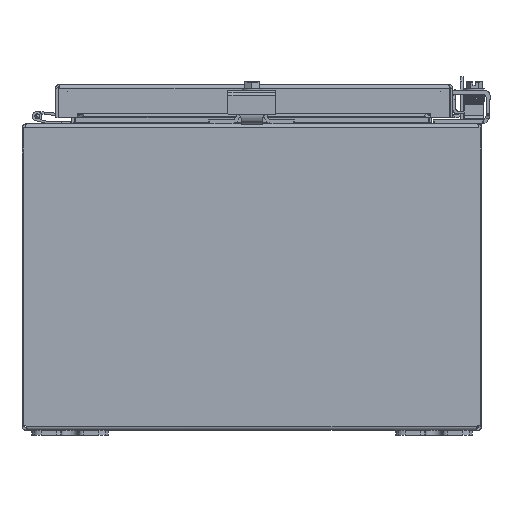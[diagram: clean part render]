
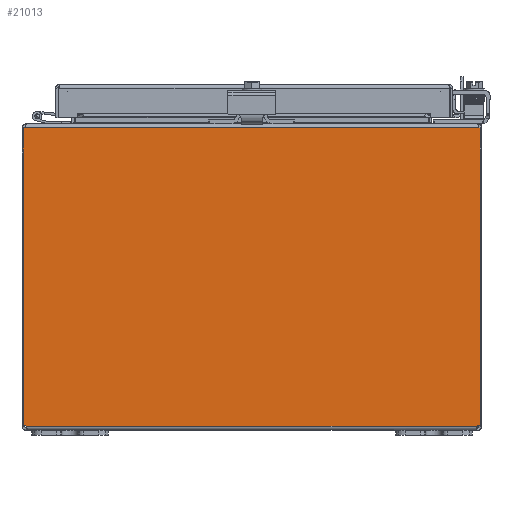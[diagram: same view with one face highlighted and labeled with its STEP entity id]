
A CAD part, front view. The second image highlights one B-rep face of the part: STEP entity #21013.
In plain terms, the highlighted planar face has unit normal (0, -1, 0).
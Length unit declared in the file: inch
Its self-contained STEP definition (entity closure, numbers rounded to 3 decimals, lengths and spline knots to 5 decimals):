
#563 = PLANE ( 'NONE',  #5838 ) ;
#689 = DIRECTION ( 'NONE',  ( 1., 0., 0. ) ) ;
#1338 = VECTOR ( 'NONE', #24454, 39.37008 ) ;
#1779 = DIRECTION ( 'NONE',  ( -1., 0., 0. ) ) ;
#2100 = EDGE_CURVE ( 'NONE', #6439, #2594, #13403, .T. ) ;
#2594 = VERTEX_POINT ( 'NONE', #27048 ) ;
#2960 = CARTESIAN_POINT ( 'NONE',  ( -5.963, -8., 7.89475 ) ) ;
#3293 = LINE ( 'NONE', #12067, #23651 ) ;
#4151 = ORIENTED_EDGE ( 'NONE', *, *, #17280, .T. ) ;
#4487 = VERTEX_POINT ( 'NONE', #11452 ) ;
#5349 = LINE ( 'NONE', #29285, #19212 ) ;
#5838 = AXIS2_PLACEMENT_3D ( 'NONE', #33873, #17347, #689 ) ;
#5880 = VERTEX_POINT ( 'NONE', #29544 ) ;
#6439 = VERTEX_POINT ( 'NONE', #25975 ) ;
#7578 = EDGE_LOOP ( 'NONE', ( #26954, #18725, #26594, #30057, #9214, #4151, #7581, #24083 ) ) ;
#7581 = ORIENTED_EDGE ( 'NONE', *, *, #28466, .T. ) ;
#8204 = EDGE_CURVE ( 'NONE', #27200, #4487, #3293, .T. ) ;
#8837 = CARTESIAN_POINT ( 'NONE',  ( 5.963, -8., 7.89475 ) ) ;
#9214 = ORIENTED_EDGE ( 'NONE', *, *, #2100, .T. ) ;
#9479 = VECTOR ( 'NONE', #10844, 39.37008 ) ;
#9555 = CARTESIAN_POINT ( 'NONE',  ( -5.963, -8., 0.10525 ) ) ;
#10226 = DIRECTION ( 'NONE',  ( 1., 0., 0. ) ) ;
#10259 = DIRECTION ( 'NONE',  ( 0., 1., 0. ) ) ;
#10304 = CARTESIAN_POINT ( 'NONE',  ( -5.93789, -8., 0.06211 ) ) ;
#10383 = CARTESIAN_POINT ( 'NONE',  ( 2.9815, -8., 7.89475 ) ) ;
#10829 = VECTOR ( 'NONE', #28086, 39.37008 ) ;
#10844 = DIRECTION ( 'NONE',  ( 0., 0., 1. ) ) ;
#11452 = CARTESIAN_POINT ( 'NONE',  ( -5.91495, -8., 7.89475 ) ) ;
#11490 = VERTEX_POINT ( 'NONE', #2960 ) ;
#11601 = DIRECTION ( 'NONE',  ( -1., 0., 0. ) ) ;
#12067 = CARTESIAN_POINT ( 'NONE',  ( 2.9815, -8., 7.89475 ) ) ;
#12376 = CARTESIAN_POINT ( 'NONE',  ( 5.91495, -8., 7.89475 ) ) ;
#13143 = DIRECTION ( 'NONE',  ( -1., 0., 0. ) ) ;
#13403 = CIRCLE ( 'NONE', #22146, 0.07 ) ;
#14267 = VECTOR ( 'NONE', #13143, 39.37008 ) ;
#15948 = LINE ( 'NONE', #9555, #9479 ) ;
#16106 = DIRECTION ( 'NONE',  ( 0., 1., 0. ) ) ;
#17078 = EDGE_CURVE ( 'NONE', #18324, #27200, #5349, .T. ) ;
#17280 = EDGE_CURVE ( 'NONE', #2594, #5880, #30837, .T. ) ;
#17347 = DIRECTION ( 'NONE',  ( 0., 1., 0. ) ) ;
#18324 = VERTEX_POINT ( 'NONE', #8837 ) ;
#18542 = CIRCLE ( 'NONE', #30714, 0.07 ) ;
#18725 = ORIENTED_EDGE ( 'NONE', *, *, #8204, .T. ) ;
#19212 = VECTOR ( 'NONE', #1779, 39.37008 ) ;
#19465 = EDGE_CURVE ( 'NONE', #4487, #11490, #21558, .T. ) ;
#21013 = ADVANCED_FACE ( 'NONE', ( #21659 ), #563, .F. ) ;
#21558 = LINE ( 'NONE', #10383, #14267 ) ;
#21659 = FACE_OUTER_BOUND ( 'NONE', #7578, .T. ) ;
#22046 = EDGE_CURVE ( 'NONE', #18324, #30290, #33698, .T. ) ;
#22146 = AXIS2_PLACEMENT_3D ( 'NONE', #10304, #10259, #10226 ) ;
#23651 = VECTOR ( 'NONE', #11601, 39.37008 ) ;
#24083 = ORIENTED_EDGE ( 'NONE', *, *, #22046, .F. ) ;
#24454 = DIRECTION ( 'NONE',  ( 1., 0., 0. ) ) ;
#24982 = CARTESIAN_POINT ( 'NONE',  ( 5.963, -8., 0.12745 ) ) ;
#25975 = CARTESIAN_POINT ( 'NONE',  ( -5.963, -8., 0.12745 ) ) ;
#26594 = ORIENTED_EDGE ( 'NONE', *, *, #19465, .T. ) ;
#26954 = ORIENTED_EDGE ( 'NONE', *, *, #17078, .T. ) ;
#27048 = CARTESIAN_POINT ( 'NONE',  ( -5.88277, -8., 0.10525 ) ) ;
#27200 = VERTEX_POINT ( 'NONE', #12376 ) ;
#28086 = DIRECTION ( 'NONE',  ( 0., 0., -1. ) ) ;
#28466 = EDGE_CURVE ( 'NONE', #5880, #30290, #18542, .T. ) ;
#29049 = EDGE_CURVE ( 'NONE', #6439, #11490, #15948, .T. ) ;
#29285 = CARTESIAN_POINT ( 'NONE',  ( 2.9815, -8., 7.89475 ) ) ;
#29544 = CARTESIAN_POINT ( 'NONE',  ( 5.88277, -8., 0.10525 ) ) ;
#30057 = ORIENTED_EDGE ( 'NONE', *, *, #29049, .F. ) ;
#30290 = VERTEX_POINT ( 'NONE', #24982 ) ;
#30714 = AXIS2_PLACEMENT_3D ( 'NONE', #32665, #16106, #35437 ) ;
#30837 = LINE ( 'NONE', #35703, #1338 ) ;
#30890 = CARTESIAN_POINT ( 'NONE',  ( 5.963, -8., -0.06732 ) ) ;
#32665 = CARTESIAN_POINT ( 'NONE',  ( 5.93789, -8., 0.06211 ) ) ;
#33698 = LINE ( 'NONE', #30890, #10829 ) ;
#33873 = CARTESIAN_POINT ( 'NONE',  ( 0., -8., 4.00948 ) ) ;
#35437 = DIRECTION ( 'NONE',  ( 1., 0., 0. ) ) ;
#35703 = CARTESIAN_POINT ( 'NONE',  ( 0., -8., 0.10525 ) ) ;
